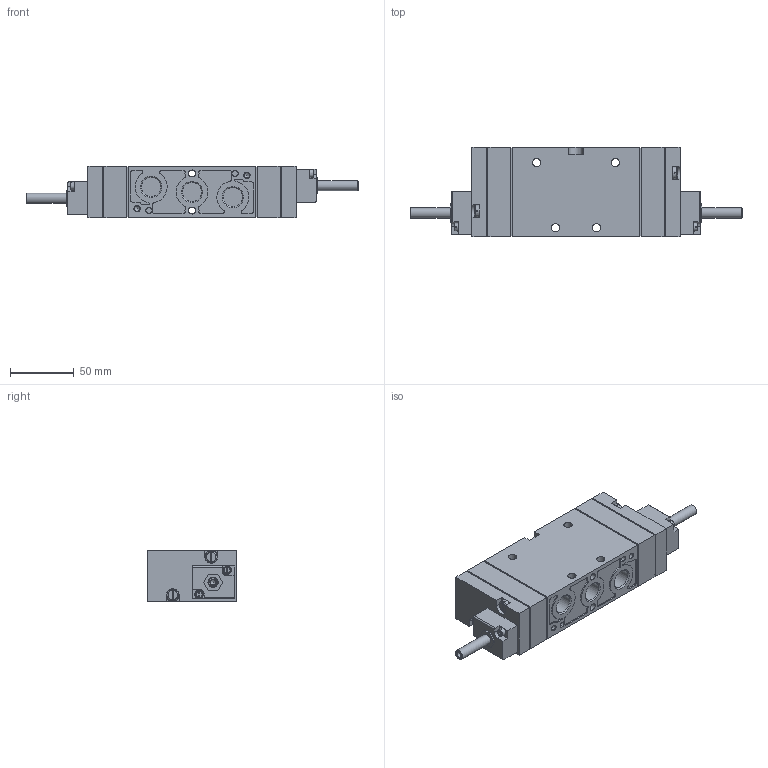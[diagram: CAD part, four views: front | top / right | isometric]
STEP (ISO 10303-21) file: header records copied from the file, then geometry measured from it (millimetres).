
FILE_DESCRIPTION(/* description */ ('STEP AP214'),/* implementation_level */ '2;1');
FILE_NAME(/* name */ '535941_MFH-5_3G-3_8-S-B-EX',/* time_stamp */ '2024-09-05T08:52:43+02:00',/* author */ ('License CC BY-ND 4.0'),/* organization */ ('CADENAS'),/* preprocessor_version */ 'ST-DEVELOPER v19.3',/* originating_system */ 'PARTsolutions',/* authorisation */ ' ');
FILE_SCHEMA (('AUTOMOTIVE_DESIGN {1 0 10303 214 3 1 1}'));
Length unit declared in the file: millimetre
Products named in the file (2): 535941 MFH-5/3G-3/8-S-B-EX; 535941 MFH-5/3G-3/8-S-B-EX-part2
Assembly tree (1 placements, depth 2):
  535941 MFH-5/3G-3/8-S-B-EX
    535941 MFH-5/3G-3/8-S-B-EX-part2
Bounding box: 260 x 70 x 40 mm (x, y, z)
Volume: 447722.3 mm3; surface area: 62526.4 mm2
Topology: 1 solids, 1 shells, 370 faces, 964 edges, 638 vertices
Faces by surface type: plane 210, cylinder 119, cone 25, torus 16
Full cylindrical faces by diameter (mm): 4 x2, 4.134 x4, 5.5 x2, 6.5 x4, 8 x2, 8.566 x2, 14.95 x5
Entity records: 11199 total; most frequent: CARTESIAN_POINT 2126, DIRECTION 1890, ORIENTED_EDGE 1806, EDGE_CURVE 903, AXIS2_PLACEMENT_3D 683, VERTEX_POINT 627, LINE 524, VECTOR 524
